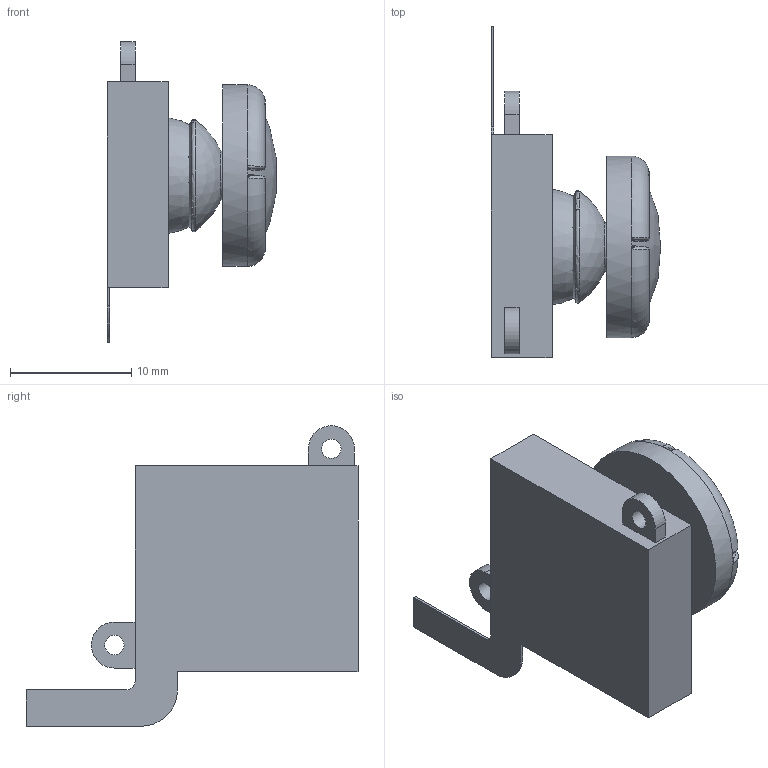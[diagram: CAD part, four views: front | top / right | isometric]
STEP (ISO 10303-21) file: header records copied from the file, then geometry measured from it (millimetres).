
FILE_DESCRIPTION(/* description */ (''),/* implementation_level */ '2;1');
FILE_NAME(/* name */ 'Switch Control R updated v1.step',/* time_stamp */ '2022-08-04T12:54:11+08:00',/* author */ (''),/* organization */ (''),/* preprocessor_version */ 'ST-DEVELOPER v19',/* originating_system */ 'Autodesk Translation Framework v11.7.0.108',/* authorisation */ '');
FILE_SCHEMA (('AUTOMOTIVE_DESIGN { 1 0 10303 214 3 1 1 }'));
Length unit declared in the file: millimetre
Products named in the file (1): Switch Control R updated
Bounding box: 13.95 x 27.4 x 24.8 mm (x, y, z)
Volume: 2474.3 mm3; surface area: 1842.2 mm2
Topology: 2 solids, 2 shells, 114 faces, 291 edges, 177 vertices
Faces by surface type: bspline 40, plane 32, torus 21, cylinder 16, sphere 4, cone 1
Full cylindrical faces by diameter (mm): 1.6 x2, 4 x1, 15 x1
Entity records: 6043 total; most frequent: CARTESIAN_POINT 3481, ORIENTED_EDGE 564, DIRECTION 424, EDGE_CURVE 282, VERTEX_POINT 177, AXIS2_PLACEMENT_3D 177, EDGE_LOOP 123, FACE_OUTER_BOUND 114
